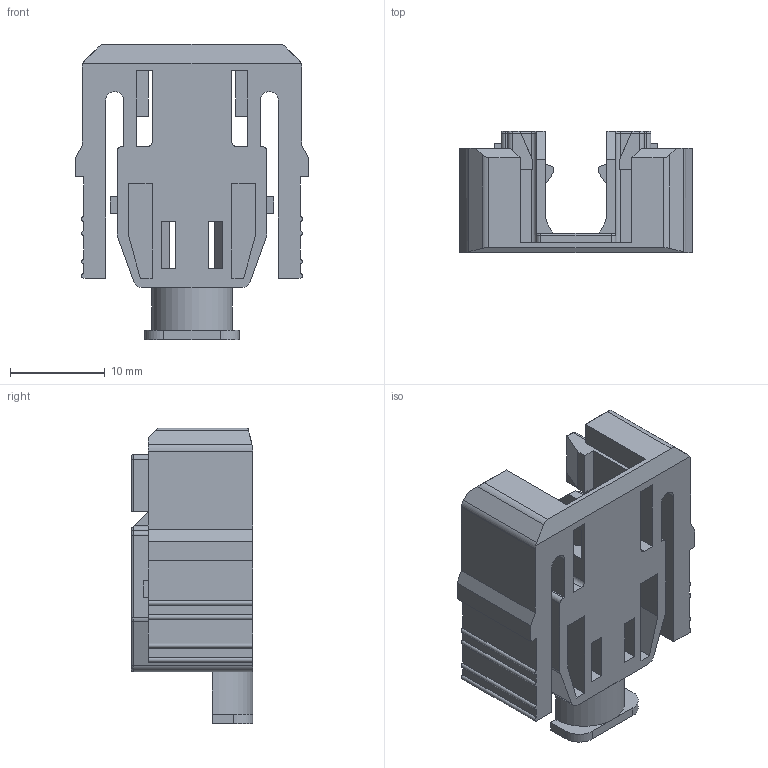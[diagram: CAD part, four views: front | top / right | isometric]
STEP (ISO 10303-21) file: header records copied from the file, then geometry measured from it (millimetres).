
FILE_DESCRIPTION (( 'STEP AP203' ), '1' );
FILE_NAME ('FHM45003-M0000GY00.step', '2026-02-09T01:50:08', ( '' ), ( '' ), 'SwSTEP 2.0', 'SolidWorks 2021', '' );
FILE_SCHEMA (( 'CONFIG_CONTROL_DESIGN' ));
Length unit declared in the file: millimetre
Products named in the file (1): FHM45003-M0000GY00
Bounding box: 24.5 x 12.8 x 31.2 mm (x, y, z)
Volume: 3240.2 mm3; surface area: 4515.6 mm2
Topology: 1 solids, 1 shells, 201 faces, 557 edges, 360 vertices
Faces by surface type: plane 135, cylinder 52, torus 14
Entity records: 6460 total; most frequent: CARTESIAN_POINT 1163, ORIENTED_EDGE 1114, DIRECTION 1067, EDGE_CURVE 557, LINE 427, VECTOR 427, VERTEX_POINT 360, AXIS2_PLACEMENT_3D 320
